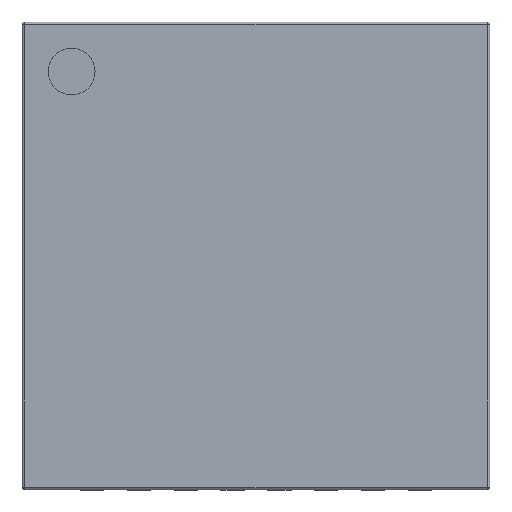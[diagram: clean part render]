
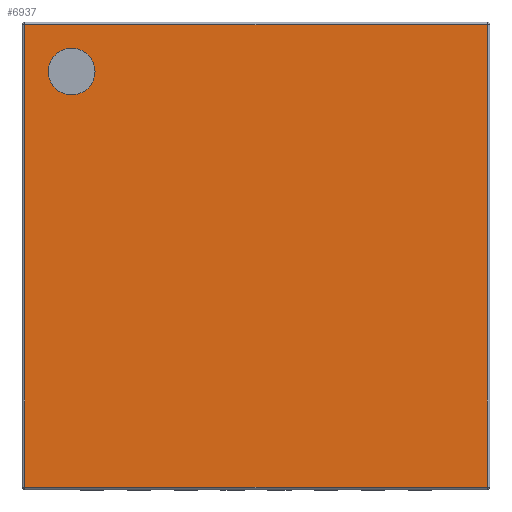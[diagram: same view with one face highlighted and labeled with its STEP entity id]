
A CAD part, top view. The second image highlights one B-rep face of the part: STEP entity #6937.
In plain terms, the highlighted planar face has unit normal (0, 0, 1).
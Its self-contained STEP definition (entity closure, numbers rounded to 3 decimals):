
#271 = CARTESIAN_POINT ( 'NONE',  ( -1.72, 1.97, 0.88 ) ) ;
#500 = CARTESIAN_POINT ( 'NONE',  ( -2.22, 1.97, 0.88 ) ) ;
#795 = VERTEX_POINT ( 'NONE', #271 ) ;
#798 = LINE ( 'NONE', #5344, #8183 ) ;
#815 = LINE ( 'NONE', #13804, #5340 ) ;
#828 = DIRECTION ( 'NONE',  ( 0., 0., 1. ) ) ;
#917 = FACE_OUTER_BOUND ( 'NONE', #13541, .T. ) ;
#1554 = VERTEX_POINT ( 'NONE', #9133 ) ;
#1673 = CIRCLE ( 'NONE', #5534, 0.25 ) ;
#1696 = DIRECTION ( 'NONE',  ( -1., 0., 0. ) ) ;
#2309 = EDGE_CURVE ( 'NONE', #795, #3748, #1673, .T. ) ;
#3309 = VECTOR ( 'NONE', #1696, 1000. ) ;
#3386 = DIRECTION ( 'NONE',  ( 0., -1., 0. ) ) ;
#3515 = CARTESIAN_POINT ( 'NONE',  ( -2.47, 0., 0.88 ) ) ;
#3748 = VERTEX_POINT ( 'NONE', #500 ) ;
#3931 = ORIENTED_EDGE ( 'NONE', *, *, #8711, .T. ) ;
#4064 = CIRCLE ( 'NONE', #9266, 0.25 ) ;
#4128 = CARTESIAN_POINT ( 'NONE',  ( -2.47, -2.47, 0.88 ) ) ;
#4622 = EDGE_CURVE ( 'NONE', #7082, #8164, #798, .T. ) ;
#5293 = DIRECTION ( 'NONE',  ( 0., 1., 0. ) ) ;
#5340 = VECTOR ( 'NONE', #5293, 1000. ) ;
#5344 = CARTESIAN_POINT ( 'NONE',  ( 0., -2.47, 0.88 ) ) ;
#5534 = AXIS2_PLACEMENT_3D ( 'NONE', #13953, #828, #6249 ) ;
#5595 = CARTESIAN_POINT ( 'NONE',  ( 0., 0., 0.88 ) ) ;
#6224 = AXIS2_PLACEMENT_3D ( 'NONE', #5595, #8881, #9661 ) ;
#6249 = DIRECTION ( 'NONE',  ( 1., 0., 0. ) ) ;
#6330 = FACE_BOUND ( 'NONE', #9387, .T. ) ;
#6517 = LINE ( 'NONE', #3515, #7446 ) ;
#6937 = ADVANCED_FACE ( 'NONE', ( #6330, #917 ), #9590, .F. ) ;
#7082 = VERTEX_POINT ( 'NONE', #4128 ) ;
#7446 = VECTOR ( 'NONE', #3386, 1000. ) ;
#7660 = DIRECTION ( 'NONE',  ( 1., 0., 0. ) ) ;
#7711 = CARTESIAN_POINT ( 'NONE',  ( -1.97, 1.97, 0.88 ) ) ;
#7985 = LINE ( 'NONE', #13684, #3309 ) ;
#8164 = VERTEX_POINT ( 'NONE', #10237 ) ;
#8183 = VECTOR ( 'NONE', #7660, 1000. ) ;
#8210 = EDGE_CURVE ( 'NONE', #9675, #1554, #7985, .T. ) ;
#8635 = EDGE_CURVE ( 'NONE', #8164, #9675, #815, .T. ) ;
#8711 = EDGE_CURVE ( 'NONE', #1554, #7082, #6517, .T. ) ;
#8881 = DIRECTION ( 'NONE',  ( 0., 0., -1. ) ) ;
#9011 = ORIENTED_EDGE ( 'NONE', *, *, #8635, .T. ) ;
#9133 = CARTESIAN_POINT ( 'NONE',  ( -2.47, 2.47, 0.88 ) ) ;
#9266 = AXIS2_PLACEMENT_3D ( 'NONE', #7711, #9751, #10622 ) ;
#9387 = EDGE_LOOP ( 'NONE', ( #11845, #12793 ) ) ;
#9590 = PLANE ( 'NONE',  #6224 ) ;
#9661 = DIRECTION ( 'NONE',  ( -1., 0., 0. ) ) ;
#9675 = VERTEX_POINT ( 'NONE', #10833 ) ;
#9683 = EDGE_CURVE ( 'NONE', #3748, #795, #4064, .T. ) ;
#9751 = DIRECTION ( 'NONE',  ( 0., 0., 1. ) ) ;
#9878 = ORIENTED_EDGE ( 'NONE', *, *, #4622, .T. ) ;
#10237 = CARTESIAN_POINT ( 'NONE',  ( 2.47, -2.47, 0.88 ) ) ;
#10622 = DIRECTION ( 'NONE',  ( 1., 0., 0. ) ) ;
#10833 = CARTESIAN_POINT ( 'NONE',  ( 2.47, 2.47, 0.88 ) ) ;
#11845 = ORIENTED_EDGE ( 'NONE', *, *, #2309, .F. ) ;
#12793 = ORIENTED_EDGE ( 'NONE', *, *, #9683, .F. ) ;
#13541 = EDGE_LOOP ( 'NONE', ( #3931, #9878, #9011, #14041 ) ) ;
#13684 = CARTESIAN_POINT ( 'NONE',  ( 0., 2.47, 0.88 ) ) ;
#13804 = CARTESIAN_POINT ( 'NONE',  ( 2.47, 0., 0.88 ) ) ;
#13953 = CARTESIAN_POINT ( 'NONE',  ( -1.97, 1.97, 0.88 ) ) ;
#14041 = ORIENTED_EDGE ( 'NONE', *, *, #8210, .T. ) ;
